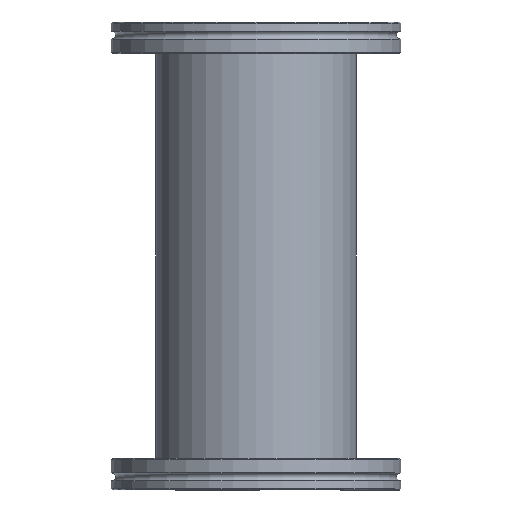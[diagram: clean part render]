
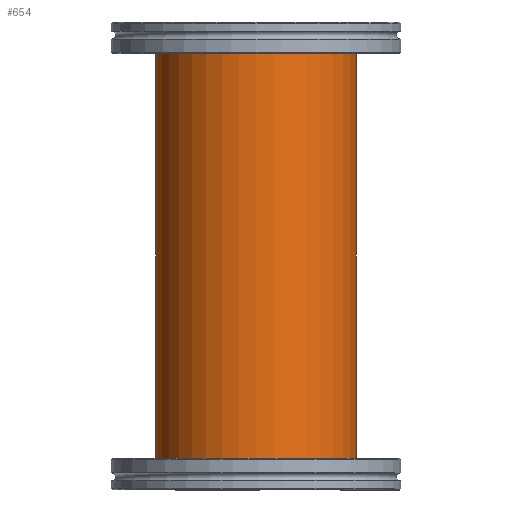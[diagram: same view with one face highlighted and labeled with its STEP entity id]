
A CAD part, left-side view. The second image highlights one B-rep face of the part: STEP entity #654.
In plain terms, the highlighted cylindrical face has radius 38.1 mm (diameter 76.2 mm), a full revolution.
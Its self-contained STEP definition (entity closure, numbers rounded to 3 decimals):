
#82=CIRCLE('',#783,38.1);
#83=CIRCLE('',#784,38.1);
#141=FACE_OUTER_BOUND('',#177,.T.);
#177=EDGE_LOOP('',(#466,#467,#468,#469,#470,#471,#472,#473,#474));
#228=LINE('',#1278,#251);
#229=LINE('',#1280,#252);
#251=VECTOR('',#900,38.1);
#252=VECTOR('',#901,38.1);
#271=B_SPLINE_CURVE_WITH_KNOTS('',3,(#1119,#1120,#1121,#1122,#1123,#1124,
#1125,#1126,#1127,#1128,#1129,#1130,#1131,#1132,#1133,#1134,#1135,#1136),
 .UNSPECIFIED.,.F.,.F.,(4,2,2,2,2,2,2,2,4),(3.986,4.482,
4.977,5.473,5.968,6.47,6.971,
7.472,7.973),.UNSPECIFIED.);
#272=B_SPLINE_CURVE_WITH_KNOTS('',3,(#1138,#1139,#1140,#1141,#1142,#1143,
#1144,#1145,#1146,#1147,#1148,#1149,#1150,#1151,#1152,#1153,#1154,#1155,
#1156,#1157,#1158,#1159,#1160,#1161,#1162,#1163,#1164,#1165,#1166,#1167,
#1168,#1169,#1170,#1171,#1172),.UNSPECIFIED.,.F.,.F.,(4,2,2,2,2,2,2,2,3,
2,2,2,2,2,2,2,4),(11.959,12.455,12.95,13.446,
13.941,14.442,14.943,15.444,15.945,
16.446,16.947,17.449,17.95,18.445,
18.941,19.436,19.932),.UNSPECIFIED.);
#273=B_SPLINE_CURVE_WITH_KNOTS('',3,(#1173,#1174,#1175,#1176,#1177,#1178,
#1179,#1180,#1181,#1182,#1183,#1184,#1185,#1186,#1187,#1188,#1189,#1190),
 .UNSPECIFIED.,.F.,.F.,(4,2,2,2,2,2,2,2,4),(7.973,8.474,
8.975,9.476,9.977,10.472,10.968,
11.464,11.959),.UNSPECIFIED.);
#283=VERTEX_POINT('',#1117);
#284=VERTEX_POINT('',#1118);
#285=VERTEX_POINT('',#1137);
#292=VERTEX_POINT('',#1276);
#293=VERTEX_POINT('',#1279);
#353=EDGE_CURVE('',#283,#284,#271,.T.);
#354=EDGE_CURVE('',#285,#283,#272,.T.);
#355=EDGE_CURVE('',#284,#285,#273,.T.);
#365=EDGE_CURVE('',#292,#292,#82,.T.);
#366=EDGE_CURVE('',#292,#283,#228,.T.);
#367=EDGE_CURVE('',#285,#293,#229,.T.);
#368=EDGE_CURVE('',#293,#293,#83,.T.);
#466=ORIENTED_EDGE('',*,*,#365,.F.);
#467=ORIENTED_EDGE('',*,*,#366,.T.);
#468=ORIENTED_EDGE('',*,*,#353,.T.);
#469=ORIENTED_EDGE('',*,*,#355,.T.);
#470=ORIENTED_EDGE('',*,*,#367,.T.);
#471=ORIENTED_EDGE('',*,*,#368,.F.);
#472=ORIENTED_EDGE('',*,*,#367,.F.);
#473=ORIENTED_EDGE('',*,*,#354,.T.);
#474=ORIENTED_EDGE('',*,*,#366,.F.);
#637=CYLINDRICAL_SURFACE('',#782,38.1);
#654=ADVANCED_FACE('',(#141),#637,.T.);
#782=AXIS2_PLACEMENT_3D('',#1275,#896,#897);
#783=AXIS2_PLACEMENT_3D('',#1277,#898,#899);
#784=AXIS2_PLACEMENT_3D('',#1281,#902,#903);
#896=DIRECTION('center_axis',(0.,0.,1.));
#897=DIRECTION('ref_axis',(-1.,0.,0.));
#898=DIRECTION('center_axis',(0.,0.,1.));
#899=DIRECTION('ref_axis',(-1.,0.,0.));
#900=DIRECTION('',(0.,0.,-1.));
#901=DIRECTION('',(0.,0.,-1.));
#902=DIRECTION('center_axis',(0.,0.,-1.));
#903=DIRECTION('ref_axis',(-1.,0.,0.));
#1117=CARTESIAN_POINT('',(38.1,0.,108.3));
#1118=CARTESIAN_POINT('',(28.398,25.4,82.9));
#1119=CARTESIAN_POINT('Ctrl Pts',(38.1,0.,108.3));
#1120=CARTESIAN_POINT('Ctrl Pts',(38.1,1.652,108.3));
#1121=CARTESIAN_POINT('Ctrl Pts',(37.99,3.343,108.136));
#1122=CARTESIAN_POINT('Ctrl Pts',(37.548,6.675,107.466));
#1123=CARTESIAN_POINT('Ctrl Pts',(37.217,8.315,106.96));
#1124=CARTESIAN_POINT('Ctrl Pts',(36.38,11.432,105.645));
#1125=CARTESIAN_POINT('Ctrl Pts',(35.876,12.911,104.835));
#1126=CARTESIAN_POINT('Ctrl Pts',(34.778,15.629,102.989));
#1127=CARTESIAN_POINT('Ctrl Pts',(34.185,16.868,101.953));
#1128=CARTESIAN_POINT('Ctrl Pts',(33.011,19.065,99.756));
#1129=CARTESIAN_POINT('Ctrl Pts',(32.383,20.104,98.511));
#1130=CARTESIAN_POINT('Ctrl Pts',(31.164,21.946,95.793));
#1131=CARTESIAN_POINT('Ctrl Pts',(30.574,22.749,94.321));
#1132=CARTESIAN_POINT('Ctrl Pts',(29.556,24.057,91.223));
#1133=CARTESIAN_POINT('Ctrl Pts',(29.13,24.561,89.592));
#1134=CARTESIAN_POINT('Ctrl Pts',(28.55,25.233,86.266));
#1135=CARTESIAN_POINT('Ctrl Pts',(28.398,25.4,84.57));
#1136=CARTESIAN_POINT('Ctrl Pts',(28.398,25.4,82.9));
#1137=CARTESIAN_POINT('',(38.1,0.,57.5));
#1138=CARTESIAN_POINT('Ctrl Pts',(38.1,0.,57.5));
#1139=CARTESIAN_POINT('Ctrl Pts',(38.1,-1.652,57.5));
#1140=CARTESIAN_POINT('Ctrl Pts',(37.99,-3.343,57.664));
#1141=CARTESIAN_POINT('Ctrl Pts',(37.548,-6.675,58.334));
#1142=CARTESIAN_POINT('Ctrl Pts',(37.217,-8.315,58.84));
#1143=CARTESIAN_POINT('Ctrl Pts',(36.38,-11.432,60.155));
#1144=CARTESIAN_POINT('Ctrl Pts',(35.876,-12.911,60.965));
#1145=CARTESIAN_POINT('Ctrl Pts',(34.778,-15.629,62.811));
#1146=CARTESIAN_POINT('Ctrl Pts',(34.185,-16.868,63.847));
#1147=CARTESIAN_POINT('Ctrl Pts',(33.011,-19.065,66.044));
#1148=CARTESIAN_POINT('Ctrl Pts',(32.383,-20.104,67.289));
#1149=CARTESIAN_POINT('Ctrl Pts',(31.164,-21.946,70.007));
#1150=CARTESIAN_POINT('Ctrl Pts',(30.574,-22.749,71.479));
#1151=CARTESIAN_POINT('Ctrl Pts',(29.556,-24.057,74.577));
#1152=CARTESIAN_POINT('Ctrl Pts',(29.13,-24.561,76.208));
#1153=CARTESIAN_POINT('Ctrl Pts',(28.55,-25.233,79.534));
#1154=CARTESIAN_POINT('Ctrl Pts',(28.398,-25.4,81.23));
#1155=CARTESIAN_POINT('Ctrl Pts',(28.398,-25.4,82.9));
#1156=CARTESIAN_POINT('Ctrl Pts',(28.398,-25.4,84.57));
#1157=CARTESIAN_POINT('Ctrl Pts',(28.55,-25.233,86.266));
#1158=CARTESIAN_POINT('Ctrl Pts',(29.13,-24.561,89.592));
#1159=CARTESIAN_POINT('Ctrl Pts',(29.556,-24.057,91.223));
#1160=CARTESIAN_POINT('Ctrl Pts',(30.574,-22.749,94.321));
#1161=CARTESIAN_POINT('Ctrl Pts',(31.164,-21.946,95.793));
#1162=CARTESIAN_POINT('Ctrl Pts',(32.383,-20.104,98.511));
#1163=CARTESIAN_POINT('Ctrl Pts',(33.011,-19.065,99.756));
#1164=CARTESIAN_POINT('Ctrl Pts',(34.185,-16.868,101.953));
#1165=CARTESIAN_POINT('Ctrl Pts',(34.778,-15.629,102.989));
#1166=CARTESIAN_POINT('Ctrl Pts',(35.876,-12.911,104.835));
#1167=CARTESIAN_POINT('Ctrl Pts',(36.38,-11.432,105.645));
#1168=CARTESIAN_POINT('Ctrl Pts',(37.217,-8.315,106.96));
#1169=CARTESIAN_POINT('Ctrl Pts',(37.548,-6.675,107.466));
#1170=CARTESIAN_POINT('Ctrl Pts',(37.99,-3.343,108.136));
#1171=CARTESIAN_POINT('Ctrl Pts',(38.1,-1.652,108.3));
#1172=CARTESIAN_POINT('Ctrl Pts',(38.1,0.,108.3));
#1173=CARTESIAN_POINT('Ctrl Pts',(28.398,25.4,82.9));
#1174=CARTESIAN_POINT('Ctrl Pts',(28.398,25.4,81.23));
#1175=CARTESIAN_POINT('Ctrl Pts',(28.55,25.233,79.534));
#1176=CARTESIAN_POINT('Ctrl Pts',(29.13,24.561,76.208));
#1177=CARTESIAN_POINT('Ctrl Pts',(29.556,24.057,74.577));
#1178=CARTESIAN_POINT('Ctrl Pts',(30.574,22.749,71.479));
#1179=CARTESIAN_POINT('Ctrl Pts',(31.164,21.946,70.007));
#1180=CARTESIAN_POINT('Ctrl Pts',(32.383,20.104,67.289));
#1181=CARTESIAN_POINT('Ctrl Pts',(33.011,19.065,66.044));
#1182=CARTESIAN_POINT('Ctrl Pts',(34.185,16.868,63.847));
#1183=CARTESIAN_POINT('Ctrl Pts',(34.778,15.629,62.811));
#1184=CARTESIAN_POINT('Ctrl Pts',(35.876,12.911,60.965));
#1185=CARTESIAN_POINT('Ctrl Pts',(36.38,11.432,60.155));
#1186=CARTESIAN_POINT('Ctrl Pts',(37.217,8.315,58.84));
#1187=CARTESIAN_POINT('Ctrl Pts',(37.548,6.675,58.334));
#1188=CARTESIAN_POINT('Ctrl Pts',(37.99,3.343,57.664));
#1189=CARTESIAN_POINT('Ctrl Pts',(38.1,1.652,57.5));
#1190=CARTESIAN_POINT('Ctrl Pts',(38.1,0.,57.5));
#1275=CARTESIAN_POINT('Origin',(0.,0.,0.));
#1276=CARTESIAN_POINT('',(38.1,0.,165.8));
#1277=CARTESIAN_POINT('Origin',(0.,0.,165.8));
#1278=CARTESIAN_POINT('',(38.1,0.,0.));
#1279=CARTESIAN_POINT('',(38.1,0.,0.));
#1280=CARTESIAN_POINT('',(38.1,0.,0.));
#1281=CARTESIAN_POINT('Origin',(0.,0.,0.));
